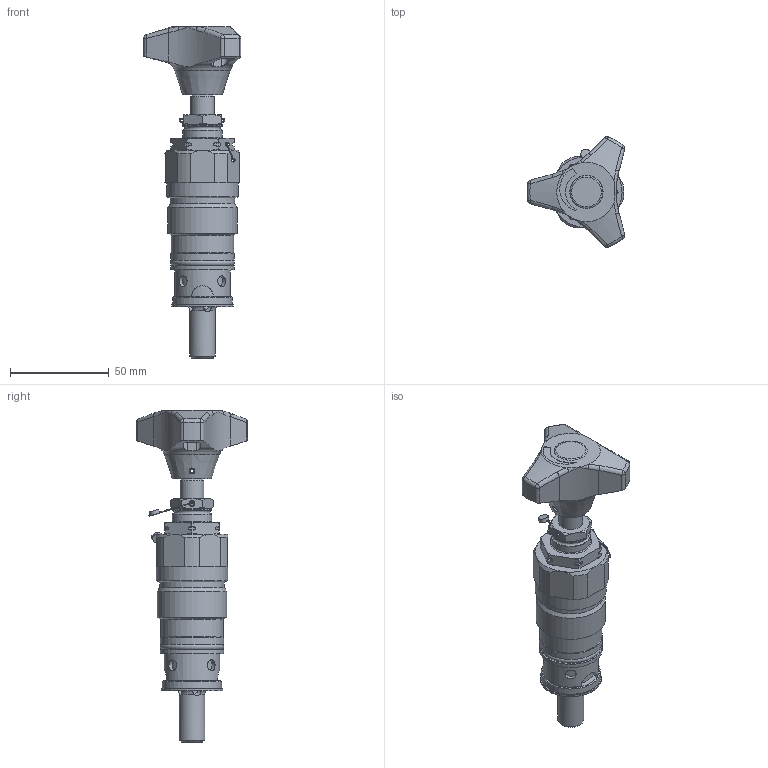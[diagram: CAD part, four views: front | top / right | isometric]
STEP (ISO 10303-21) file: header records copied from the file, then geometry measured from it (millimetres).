
FILE_DESCRIPTION( ( 'Unknown' ), '1' );
FILE_NAME( 'DBD-PH-10-K-1X-C.stp', 'Unknown', ( 'Unknown' ), ( 'Unknown' ), 'PSStep 17.0.49', 'Unknown', ' ' );
FILE_SCHEMA( ( 'AUTOMOTIVE_DESIGN { 1 0 10303 214 1 1 1 1 }' ) );
Length unit declared in the file: millimetre
Products named in the file (2): Assem1; DBD-PH-10-K-1X-C
Assembly tree (1 placements, depth 2):
  Assem1
    DBD-PH-10-K-1X-C
Bounding box: 49.36 x 56.07 x 167.8 mm (x, y, z)
Volume: 106048.6 mm3; surface area: 25829.6 mm2
Topology: 1 solids, 4 shells, 449 faces, 1171 edges, 733 vertices
Faces by surface type: plane 145, cylinder 137, cone 71, bspline 63, sphere 18, torus 15
Full cylindrical faces by diameter (mm): 2 x1, 3 x4, 4.5 x4, 5 x2, 5.5 x4, 6 x1, 10 x2, 12 x1, 13 x1, 15.3 x3, 16.7 x1, 16.8 x1, 20 x2, 23.5 x1, 24 x1, 25 x1, 27.3 x2, 28 x1, 30 x1, 31 x1, 31.5 x1, 32 x2, 32.8 x1, 35 x1, 36 x1
Entity records: 23309 total; most frequent: CARTESIAN_POINT 9879, ORIENTED_EDGE 2104, DIRECTION 1838, EDGE_CURVE 1052, AXIS2_PLACEMENT_3D 730, VERTEX_POINT 695, EDGE_LOOP 553, FACE_OUTER_BOUND 502
